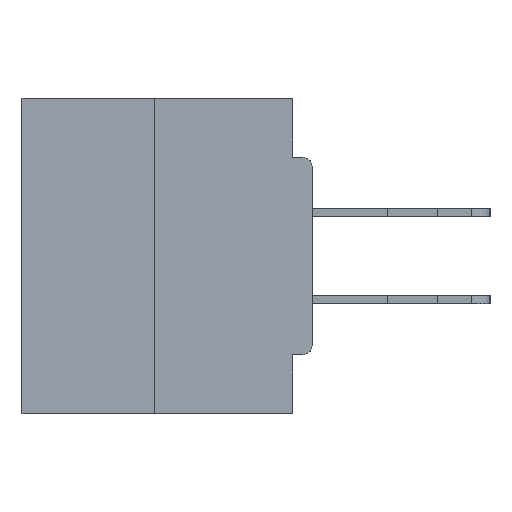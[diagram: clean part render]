
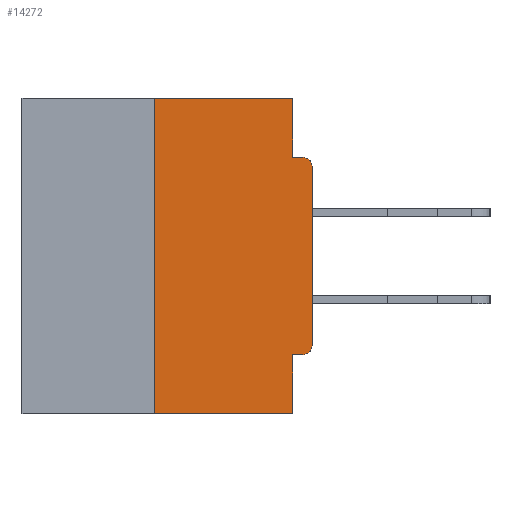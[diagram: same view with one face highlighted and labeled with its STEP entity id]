
A CAD part, left-side view. The second image highlights one B-rep face of the part: STEP entity #14272.
In plain terms, the highlighted planar face has unit normal (-1, 0, 0).
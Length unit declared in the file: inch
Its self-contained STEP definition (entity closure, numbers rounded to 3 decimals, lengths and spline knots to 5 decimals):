
#125 = VECTOR ( 'NONE', #4360, 39.37008 ) ;
#975 = CARTESIAN_POINT ( 'NONE',  ( 0., 0., -0.1085 ) ) ;
#1521 = LINE ( 'NONE', #35402, #7122 ) ;
#2025 = VECTOR ( 'NONE', #40791, 39.37008 ) ;
#2232 = EDGE_CURVE ( 'NONE', #16572, #7644, #43425, .T. ) ;
#3428 = FACE_OUTER_BOUND ( 'NONE', #40702, .T. ) ;
#3844 = DIRECTION ( 'NONE',  ( 0., 0., -1. ) ) ;
#4360 = DIRECTION ( 'NONE',  ( 0., 0., 1. ) ) ;
#4649 = EDGE_CURVE ( 'NONE', #29420, #5009, #19643, .T. ) ;
#5009 = VERTEX_POINT ( 'NONE', #24999 ) ;
#6001 = LINE ( 'NONE', #39910, #30112 ) ;
#7122 = VECTOR ( 'NONE', #27586, 39.37008 ) ;
#7644 = VERTEX_POINT ( 'NONE', #17195 ) ;
#8162 = CARTESIAN_POINT ( 'NONE',  ( 0., 0.46, 0. ) ) ;
#8803 = ORIENTED_EDGE ( 'NONE', *, *, #31517, .T. ) ;
#8910 = ORIENTED_EDGE ( 'NONE', *, *, #24422, .T. ) ;
#11166 = DIRECTION ( 'NONE',  ( 0., -1., 0. ) ) ;
#11942 = CARTESIAN_POINT ( 'NONE',  ( 0., 0., -0.3915 ) ) ;
#12531 = CARTESIAN_POINT ( 'NONE',  ( 0., 0.031, -0.0935 ) ) ;
#12897 = CARTESIAN_POINT ( 'NONE',  ( 0., 0.031, -0.5 ) ) ;
#14000 = DIRECTION ( 'NONE',  ( 0., 0., -1. ) ) ;
#14272 = ADVANCED_FACE ( 'NONE', ( #3428 ), #33430, .F. ) ;
#14332 = DIRECTION ( 'NONE',  ( 0., 0., -1. ) ) ;
#14629 = DIRECTION ( 'NONE',  ( -1., 0., 0. ) ) ;
#14844 = DIRECTION ( 'NONE',  ( 0., 0., -1. ) ) ;
#15163 = CARTESIAN_POINT ( 'NONE',  ( 0., 0.46, -0.5 ) ) ;
#15444 = CARTESIAN_POINT ( 'NONE',  ( 0., 0., 0. ) ) ;
#15489 = LINE ( 'NONE', #15444, #22814 ) ;
#16572 = VERTEX_POINT ( 'NONE', #12531 ) ;
#17046 = AXIS2_PLACEMENT_3D ( 'NONE', #36041, #42565, #14000 ) ;
#17195 = CARTESIAN_POINT ( 'NONE',  ( 0., 0.015, -0.0935 ) ) ;
#17318 = EDGE_CURVE ( 'NONE', #5009, #16572, #1521, .T. ) ;
#18296 = ORIENTED_EDGE ( 'NONE', *, *, #19901, .F. ) ;
#19081 = DIRECTION ( 'NONE',  ( 0., 0., 1. ) ) ;
#19643 = LINE ( 'NONE', #25439, #38246 ) ;
#19901 = EDGE_CURVE ( 'NONE', #32770, #29420, #23686, .T. ) ;
#22382 = AXIS2_PLACEMENT_3D ( 'NONE', #8162, #36440, #14844 ) ;
#22814 = VECTOR ( 'NONE', #19081, 39.37008 ) ;
#23686 = LINE ( 'NONE', #40394, #125 ) ;
#24422 = EDGE_CURVE ( 'NONE', #28175, #30177, #15489, .T. ) ;
#24999 = CARTESIAN_POINT ( 'NONE',  ( 0., 0.031, 0. ) ) ;
#25439 = CARTESIAN_POINT ( 'NONE',  ( 0., 0.46, 0. ) ) ;
#26768 = ORIENTED_EDGE ( 'NONE', *, *, #2232, .F. ) ;
#27015 = ORIENTED_EDGE ( 'NONE', *, *, #40849, .T. ) ;
#27398 = VERTEX_POINT ( 'NONE', #12897 ) ;
#27586 = DIRECTION ( 'NONE',  ( 0., 0., -1. ) ) ;
#28175 = VERTEX_POINT ( 'NONE', #11942 ) ;
#29420 = VERTEX_POINT ( 'NONE', #39737 ) ;
#29666 = ORIENTED_EDGE ( 'NONE', *, *, #17318, .F. ) ;
#30112 = VECTOR ( 'NONE', #3844, 39.37008 ) ;
#30177 = VERTEX_POINT ( 'NONE', #975 ) ;
#30520 = CARTESIAN_POINT ( 'NONE',  ( 0., 0., -0.0935 ) ) ;
#30851 = EDGE_CURVE ( 'NONE', #35494, #44477, #31742, .T. ) ;
#30920 = CARTESIAN_POINT ( 'NONE',  ( 0., 0.031, -0.4065 ) ) ;
#31108 = CIRCLE ( 'NONE', #17046, 0.015 ) ;
#31517 = EDGE_CURVE ( 'NONE', #35494, #28175, #31108, .T. ) ;
#31742 = LINE ( 'NONE', #41257, #2025 ) ;
#32572 = CARTESIAN_POINT ( 'NONE',  ( 0., 0.015, -0.1085 ) ) ;
#32770 = VERTEX_POINT ( 'NONE', #44444 ) ;
#33430 = PLANE ( 'NONE',  #22382 ) ;
#34198 = ORIENTED_EDGE ( 'NONE', *, *, #4649, .F. ) ;
#35402 = CARTESIAN_POINT ( 'NONE',  ( 0., 0.031, 0. ) ) ;
#35494 = VERTEX_POINT ( 'NONE', #41096 ) ;
#36041 = CARTESIAN_POINT ( 'NONE',  ( 0., 0.015, -0.3915 ) ) ;
#36440 = DIRECTION ( 'NONE',  ( 1., 0., 0. ) ) ;
#37373 = DIRECTION ( 'NONE',  ( 0., -1., 0. ) ) ;
#38144 = ORIENTED_EDGE ( 'NONE', *, *, #30851, .F. ) ;
#38246 = VECTOR ( 'NONE', #11166, 39.37008 ) ;
#38953 = VECTOR ( 'NONE', #44928, 39.37008 ) ;
#39737 = CARTESIAN_POINT ( 'NONE',  ( 0., 0.25, 0. ) ) ;
#39910 = CARTESIAN_POINT ( 'NONE',  ( 0., 0.031, -0.5 ) ) ;
#40107 = EDGE_CURVE ( 'NONE', #30177, #7644, #42862, .T. ) ;
#40394 = CARTESIAN_POINT ( 'NONE',  ( 0., 0.25, 0. ) ) ;
#40702 = EDGE_LOOP ( 'NONE', ( #34198, #18296, #27015, #41486, #38144, #8803, #8910, #40753, #26768, #29666 ) ) ;
#40753 = ORIENTED_EDGE ( 'NONE', *, *, #40107, .T. ) ;
#40791 = DIRECTION ( 'NONE',  ( 0., 1., 0. ) ) ;
#40815 = AXIS2_PLACEMENT_3D ( 'NONE', #32572, #14629, #14332 ) ;
#40849 = EDGE_CURVE ( 'NONE', #32770, #27398, #42184, .T. ) ;
#41096 = CARTESIAN_POINT ( 'NONE',  ( 0., 0.015, -0.4065 ) ) ;
#41257 = CARTESIAN_POINT ( 'NONE',  ( 0., 0., -0.4065 ) ) ;
#41486 = ORIENTED_EDGE ( 'NONE', *, *, #44355, .F. ) ;
#42184 = LINE ( 'NONE', #15163, #43368 ) ;
#42565 = DIRECTION ( 'NONE',  ( -1., 0., 0. ) ) ;
#42862 = CIRCLE ( 'NONE', #40815, 0.015 ) ;
#43368 = VECTOR ( 'NONE', #37373, 39.37008 ) ;
#43425 = LINE ( 'NONE', #30520, #38953 ) ;
#44355 = EDGE_CURVE ( 'NONE', #44477, #27398, #6001, .T. ) ;
#44444 = CARTESIAN_POINT ( 'NONE',  ( 0., 0.25, -0.5 ) ) ;
#44477 = VERTEX_POINT ( 'NONE', #30920 ) ;
#44928 = DIRECTION ( 'NONE',  ( 0., -1., 0. ) ) ;
